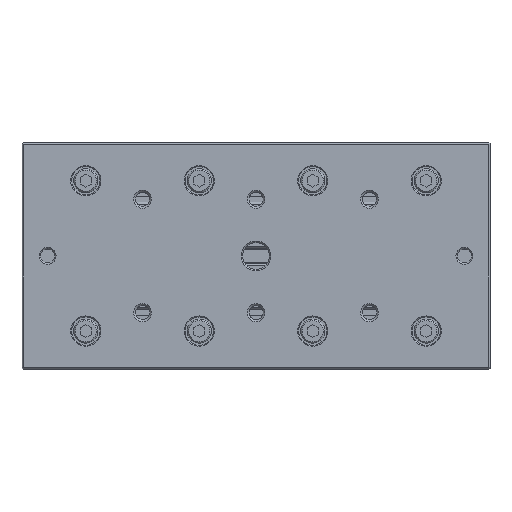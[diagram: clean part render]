
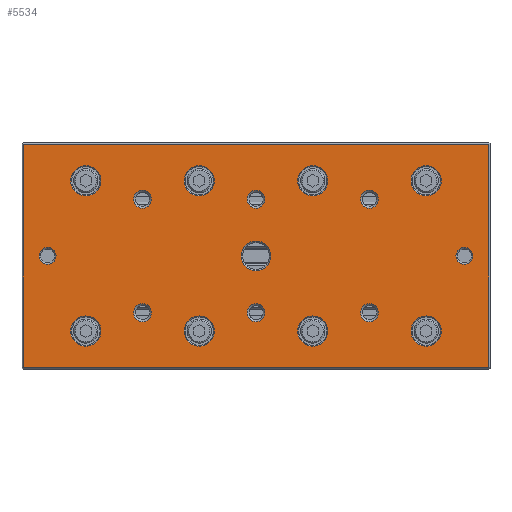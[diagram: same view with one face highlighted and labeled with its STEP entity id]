
A CAD part, top view. The second image highlights one B-rep face of the part: STEP entity #5534.
In plain terms, the highlighted planar face has unit normal (0, 0, 1).
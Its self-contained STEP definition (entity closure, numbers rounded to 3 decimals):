
#4883=FACE_BOUND('',#8267,.T.);
#4884=FACE_BOUND('',#8268,.T.);
#4885=FACE_BOUND('',#8269,.T.);
#4886=FACE_BOUND('',#8270,.T.);
#4887=FACE_BOUND('',#8271,.T.);
#4888=FACE_BOUND('',#8272,.T.);
#4889=FACE_BOUND('',#8273,.T.);
#4890=FACE_BOUND('',#8274,.T.);
#4891=FACE_BOUND('',#8275,.T.);
#4892=FACE_BOUND('',#8276,.T.);
#4893=FACE_BOUND('',#8277,.T.);
#4894=FACE_BOUND('',#8278,.T.);
#4895=FACE_BOUND('',#8279,.T.);
#4896=FACE_BOUND('',#8280,.T.);
#4897=FACE_BOUND('',#8281,.T.);
#4898=FACE_BOUND('',#8282,.T.);
#4899=FACE_BOUND('',#8283,.T.);
#4900=FACE_BOUND('',#8284,.T.);
#5215=CIRCLE('',#22194,5.25);
#5216=CIRCLE('',#22195,3.);
#5217=CIRCLE('',#22196,3.);
#5218=CIRCLE('',#22197,3.167);
#5219=CIRCLE('',#22198,3.167);
#5220=CIRCLE('',#22199,3.167);
#5221=CIRCLE('',#22200,3.167);
#5222=CIRCLE('',#22201,3.167);
#5223=CIRCLE('',#22202,3.167);
#5224=CIRCLE('',#22203,5.325);
#5225=CIRCLE('',#22204,5.325);
#5226=CIRCLE('',#22205,5.325);
#5227=CIRCLE('',#22206,5.325);
#5228=CIRCLE('',#22207,5.325);
#5229=CIRCLE('',#22208,5.325);
#5230=CIRCLE('',#22209,5.325);
#5231=CIRCLE('',#22210,5.325);
#5534=ADVANCED_FACE('',(#4883,#4884,#4885,#4886,#4887,#4888,#4889,#4890,
#4891,#4892,#4893,#4894,#4895,#4896,#4897,#4898,#4899,#4900),#6508,.F.);
#6508=PLANE('',#22211);
#8267=EDGE_LOOP('',(#10509));
#8268=EDGE_LOOP('',(#10510));
#8269=EDGE_LOOP('',(#10511));
#8270=EDGE_LOOP('',(#10512));
#8271=EDGE_LOOP('',(#10513));
#8272=EDGE_LOOP('',(#10514));
#8273=EDGE_LOOP('',(#10515));
#8274=EDGE_LOOP('',(#10516));
#8275=EDGE_LOOP('',(#10517));
#8276=EDGE_LOOP('',(#10518));
#8277=EDGE_LOOP('',(#10519));
#8278=EDGE_LOOP('',(#10520));
#8279=EDGE_LOOP('',(#10521));
#8280=EDGE_LOOP('',(#10522));
#8281=EDGE_LOOP('',(#10523));
#8282=EDGE_LOOP('',(#10524));
#8283=EDGE_LOOP('',(#10525));
#8284=EDGE_LOOP('',(#10526,#10527,#10528,#10529));
#10509=ORIENTED_EDGE('',*,*,#16602,.T.);
#10510=ORIENTED_EDGE('',*,*,#16603,.F.);
#10511=ORIENTED_EDGE('',*,*,#16604,.T.);
#10512=ORIENTED_EDGE('',*,*,#16605,.T.);
#10513=ORIENTED_EDGE('',*,*,#16606,.T.);
#10514=ORIENTED_EDGE('',*,*,#16607,.T.);
#10515=ORIENTED_EDGE('',*,*,#16608,.T.);
#10516=ORIENTED_EDGE('',*,*,#16609,.T.);
#10517=ORIENTED_EDGE('',*,*,#16610,.T.);
#10518=ORIENTED_EDGE('',*,*,#16611,.T.);
#10519=ORIENTED_EDGE('',*,*,#16612,.T.);
#10520=ORIENTED_EDGE('',*,*,#16613,.T.);
#10521=ORIENTED_EDGE('',*,*,#16614,.T.);
#10522=ORIENTED_EDGE('',*,*,#16615,.T.);
#10523=ORIENTED_EDGE('',*,*,#16616,.T.);
#10524=ORIENTED_EDGE('',*,*,#16617,.T.);
#10525=ORIENTED_EDGE('',*,*,#16618,.T.);
#10526=ORIENTED_EDGE('',*,*,#16619,.T.);
#10527=ORIENTED_EDGE('',*,*,#16620,.T.);
#10528=ORIENTED_EDGE('',*,*,#16621,.T.);
#10529=ORIENTED_EDGE('',*,*,#16622,.T.);
#14823=VERTEX_POINT('',#29225);
#14824=VERTEX_POINT('',#29227);
#14825=VERTEX_POINT('',#29229);
#14826=VERTEX_POINT('',#29231);
#14827=VERTEX_POINT('',#29233);
#14828=VERTEX_POINT('',#29235);
#14829=VERTEX_POINT('',#29237);
#14830=VERTEX_POINT('',#29239);
#14831=VERTEX_POINT('',#29241);
#14832=VERTEX_POINT('',#29243);
#14833=VERTEX_POINT('',#29245);
#14834=VERTEX_POINT('',#29247);
#14835=VERTEX_POINT('',#29249);
#14836=VERTEX_POINT('',#29251);
#14837=VERTEX_POINT('',#29253);
#14838=VERTEX_POINT('',#29255);
#14839=VERTEX_POINT('',#29257);
#14840=VERTEX_POINT('',#29259);
#14841=VERTEX_POINT('',#29260);
#14842=VERTEX_POINT('',#29262);
#14843=VERTEX_POINT('',#29264);
#16602=EDGE_CURVE('',#14823,#14823,#5215,.T.);
#16603=EDGE_CURVE('',#14824,#14824,#5216,.T.);
#16604=EDGE_CURVE('',#14825,#14825,#5217,.T.);
#16605=EDGE_CURVE('',#14826,#14826,#5218,.T.);
#16606=EDGE_CURVE('',#14827,#14827,#5219,.T.);
#16607=EDGE_CURVE('',#14828,#14828,#5220,.T.);
#16608=EDGE_CURVE('',#14829,#14829,#5221,.T.);
#16609=EDGE_CURVE('',#14830,#14830,#5222,.T.);
#16610=EDGE_CURVE('',#14831,#14831,#5223,.T.);
#16611=EDGE_CURVE('',#14832,#14832,#5224,.T.);
#16612=EDGE_CURVE('',#14833,#14833,#5225,.T.);
#16613=EDGE_CURVE('',#14834,#14834,#5226,.T.);
#16614=EDGE_CURVE('',#14835,#14835,#5227,.T.);
#16615=EDGE_CURVE('',#14836,#14836,#5228,.T.);
#16616=EDGE_CURVE('',#14837,#14837,#5229,.T.);
#16617=EDGE_CURVE('',#14838,#14838,#5230,.T.);
#16618=EDGE_CURVE('',#14839,#14839,#5231,.T.);
#16619=EDGE_CURVE('',#14840,#14841,#18791,.T.);
#16620=EDGE_CURVE('',#14841,#14842,#18792,.T.);
#16621=EDGE_CURVE('',#14842,#14843,#18793,.T.);
#16622=EDGE_CURVE('',#14843,#14840,#18794,.T.);
#18791=LINE('',#29258,#20663);
#18792=LINE('',#29261,#20664);
#18793=LINE('',#29263,#20665);
#18794=LINE('',#29265,#20666);
#20663=VECTOR('',#24215,1.);
#20664=VECTOR('',#24216,1.);
#20665=VECTOR('',#24217,1.);
#20666=VECTOR('',#24218,1.);
#22194=AXIS2_PLACEMENT_3D('',#29224,#24181,#24182);
#22195=AXIS2_PLACEMENT_3D('',#29226,#24183,#24184);
#22196=AXIS2_PLACEMENT_3D('',#29228,#24185,#24186);
#22197=AXIS2_PLACEMENT_3D('',#29230,#24187,#24188);
#22198=AXIS2_PLACEMENT_3D('',#29232,#24189,#24190);
#22199=AXIS2_PLACEMENT_3D('',#29234,#24191,#24192);
#22200=AXIS2_PLACEMENT_3D('',#29236,#24193,#24194);
#22201=AXIS2_PLACEMENT_3D('',#29238,#24195,#24196);
#22202=AXIS2_PLACEMENT_3D('',#29240,#24197,#24198);
#22203=AXIS2_PLACEMENT_3D('',#29242,#24199,#24200);
#22204=AXIS2_PLACEMENT_3D('',#29244,#24201,#24202);
#22205=AXIS2_PLACEMENT_3D('',#29246,#24203,#24204);
#22206=AXIS2_PLACEMENT_3D('',#29248,#24205,#24206);
#22207=AXIS2_PLACEMENT_3D('',#29250,#24207,#24208);
#22208=AXIS2_PLACEMENT_3D('',#29252,#24209,#24210);
#22209=AXIS2_PLACEMENT_3D('',#29254,#24211,#24212);
#22210=AXIS2_PLACEMENT_3D('',#29256,#24213,#24214);
#22211=AXIS2_PLACEMENT_3D('',#29266,#24219,#24220);
#24181=DIRECTION('',(0.,0.,-1.));
#24182=DIRECTION('',(-1.,0.,0.));
#24183=DIRECTION('',(0.,0.,1.));
#24184=DIRECTION('',(1.,0.,0.));
#24185=DIRECTION('',(0.,0.,-1.));
#24186=DIRECTION('',(-1.,0.,0.));
#24187=DIRECTION('',(0.,0.,-1.));
#24188=DIRECTION('',(-1.,0.,0.));
#24189=DIRECTION('',(0.,0.,-1.));
#24190=DIRECTION('',(-1.,0.,0.));
#24191=DIRECTION('',(0.,0.,-1.));
#24192=DIRECTION('',(-1.,0.,0.));
#24193=DIRECTION('',(0.,0.,-1.));
#24194=DIRECTION('',(-1.,0.,0.));
#24195=DIRECTION('',(0.,0.,-1.));
#24196=DIRECTION('',(-1.,0.,0.));
#24197=DIRECTION('',(0.,0.,-1.));
#24198=DIRECTION('',(-1.,0.,0.));
#24199=DIRECTION('',(0.,0.,-1.));
#24200=DIRECTION('',(-1.,0.,0.));
#24201=DIRECTION('',(0.,0.,-1.));
#24202=DIRECTION('',(-1.,0.,0.));
#24203=DIRECTION('',(0.,0.,-1.));
#24204=DIRECTION('',(-1.,0.,0.));
#24205=DIRECTION('',(0.,0.,-1.));
#24206=DIRECTION('',(-1.,0.,0.));
#24207=DIRECTION('',(0.,0.,-1.));
#24208=DIRECTION('',(-1.,0.,0.));
#24209=DIRECTION('',(0.,0.,-1.));
#24210=DIRECTION('',(-1.,0.,0.));
#24211=DIRECTION('',(0.,0.,-1.));
#24212=DIRECTION('',(-1.,0.,0.));
#24213=DIRECTION('',(0.,0.,-1.));
#24214=DIRECTION('',(-1.,0.,0.));
#24215=DIRECTION('',(1.,0.,0.));
#24216=DIRECTION('',(0.,1.,0.));
#24217=DIRECTION('',(-1.,0.,0.));
#24218=DIRECTION('',(0.,-1.,0.));
#24219=DIRECTION('',(0.,0.,-1.));
#24220=DIRECTION('',(1.,0.,0.));
#29224=CARTESIAN_POINT('',(162.5,40.,35.));
#29225=CARTESIAN_POINT('',(157.25,40.,35.));
#29226=CARTESIAN_POINT('',(236.,40.,35.));
#29227=CARTESIAN_POINT('',(239.,40.,35.));
#29228=CARTESIAN_POINT('',(89.,40.,35.));
#29229=CARTESIAN_POINT('',(86.,40.,35.));
#29230=CARTESIAN_POINT('',(202.5,20.,35.));
#29231=CARTESIAN_POINT('',(199.333,20.,35.));
#29232=CARTESIAN_POINT('',(202.5,60.,35.));
#29233=CARTESIAN_POINT('',(199.333,60.,35.));
#29234=CARTESIAN_POINT('',(162.5,20.,35.));
#29235=CARTESIAN_POINT('',(159.333,20.,35.));
#29236=CARTESIAN_POINT('',(162.5,60.,35.));
#29237=CARTESIAN_POINT('',(159.333,60.,35.));
#29238=CARTESIAN_POINT('',(122.5,20.,35.));
#29239=CARTESIAN_POINT('',(119.333,20.,35.));
#29240=CARTESIAN_POINT('',(122.5,60.,35.));
#29241=CARTESIAN_POINT('',(119.333,60.,35.));
#29242=CARTESIAN_POINT('',(222.5,13.5,35.));
#29243=CARTESIAN_POINT('',(217.175,13.5,35.));
#29244=CARTESIAN_POINT('',(222.5,66.5,35.));
#29245=CARTESIAN_POINT('',(217.175,66.5,35.));
#29246=CARTESIAN_POINT('',(182.5,13.5,35.));
#29247=CARTESIAN_POINT('',(177.175,13.5,35.));
#29248=CARTESIAN_POINT('',(182.5,66.5,35.));
#29249=CARTESIAN_POINT('',(177.175,66.5,35.));
#29250=CARTESIAN_POINT('',(142.5,13.5,35.));
#29251=CARTESIAN_POINT('',(137.175,13.5,35.));
#29252=CARTESIAN_POINT('',(142.5,66.5,35.));
#29253=CARTESIAN_POINT('',(137.175,66.5,35.));
#29254=CARTESIAN_POINT('',(102.5,13.5,35.));
#29255=CARTESIAN_POINT('',(97.175,13.5,35.));
#29256=CARTESIAN_POINT('',(102.5,66.5,35.));
#29257=CARTESIAN_POINT('',(97.175,66.5,35.));
#29258=CARTESIAN_POINT('',(245.,0.7,35.));
#29259=CARTESIAN_POINT('',(80.5,0.7,35.));
#29260=CARTESIAN_POINT('',(244.5,0.7,35.));
#29261=CARTESIAN_POINT('',(244.5,80.,35.));
#29262=CARTESIAN_POINT('',(244.5,79.3,35.));
#29263=CARTESIAN_POINT('',(245.,79.3,35.));
#29264=CARTESIAN_POINT('',(80.5,79.3,35.));
#29265=CARTESIAN_POINT('',(80.5,0.7,35.));
#29266=CARTESIAN_POINT('',(245.,80.,35.));
